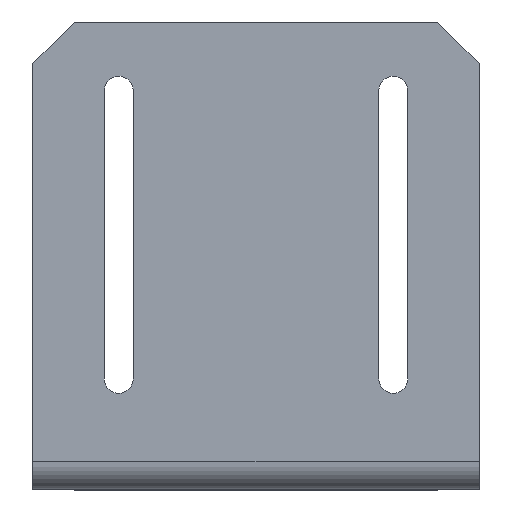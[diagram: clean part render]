
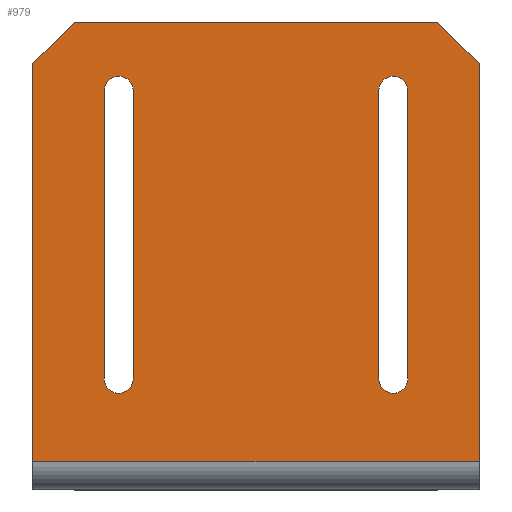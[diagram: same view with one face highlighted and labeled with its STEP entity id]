
A CAD part, top view. The second image highlights one B-rep face of the part: STEP entity #979.
In plain terms, the highlighted planar face has unit normal (0, 0, 1).
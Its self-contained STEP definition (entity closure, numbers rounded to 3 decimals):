
#5 = EDGE_CURVE ( 'NONE', #1008, #621, #520, .T. ) ;
#11 = CARTESIAN_POINT ( 'NONE',  ( -26.5, 68.073, 2. ) ) ;
#14 = DIRECTION ( 'NONE',  ( 0., 1., 0. ) ) ;
#25 = DIRECTION ( 'NONE',  ( 0., 0., -1. ) ) ;
#28 = DIRECTION ( 'NONE',  ( -0.707, 0.707, 0. ) ) ;
#42 = VERTEX_POINT ( 'NONE', #182 ) ;
#46 = VERTEX_POINT ( 'NONE', #1425 ) ;
#52 = AXIS2_PLACEMENT_3D ( 'NONE', #1229, #578, #1352 ) ;
#66 = VERTEX_POINT ( 'NONE', #567 ) ;
#87 = ORIENTED_EDGE ( 'NONE', *, *, #382, .T. ) ;
#106 = AXIS2_PLACEMENT_3D ( 'NONE', #1125, #452, #1237 ) ;
#114 = FACE_BOUND ( 'NONE', #1140, .T. ) ;
#130 = FACE_OUTER_BOUND ( 'NONE', #151, .T. ) ;
#150 = DIRECTION ( 'NONE',  ( 0.707, 0.707, 0. ) ) ;
#151 = EDGE_LOOP ( 'NONE', ( #563, #415, #1175, #585, #577, #1370 ) ) ;
#159 = CARTESIAN_POINT ( 'NONE',  ( 0., 2.073, 2. ) ) ;
#161 = CARTESIAN_POINT ( 'NONE',  ( 32.5, 62.073, 2. ) ) ;
#165 = CARTESIAN_POINT ( 'NONE',  ( -17.9, 2.073, 2. ) ) ;
#179 = VECTOR ( 'NONE', #545, 1000. ) ;
#181 = LINE ( 'NONE', #663, #179 ) ;
#182 = CARTESIAN_POINT ( 'NONE',  ( -17.9, 16.073, 2. ) ) ;
#195 = EDGE_CURVE ( 'NONE', #621, #1424, #181, .T. ) ;
#206 = FACE_BOUND ( 'NONE', #1235, .T. ) ;
#222 = ORIENTED_EDGE ( 'NONE', *, *, #1271, .F. ) ;
#232 = VERTEX_POINT ( 'NONE', #1436 ) ;
#245 = AXIS2_PLACEMENT_3D ( 'NONE', #1321, #665, #1429 ) ;
#251 = ORIENTED_EDGE ( 'NONE', *, *, #195, .F. ) ;
#254 = CARTESIAN_POINT ( 'NONE',  ( -22.1, 58.073, 2. ) ) ;
#271 = VERTEX_POINT ( 'NONE', #1213 ) ;
#285 = DIRECTION ( 'NONE',  ( 0., 1., 0. ) ) ;
#299 = DIRECTION ( 'NONE',  ( 0., -1., 0. ) ) ;
#303 = DIRECTION ( 'NONE',  ( -1., 0., 0. ) ) ;
#320 = DIRECTION ( 'NONE',  ( 0., 1., 0. ) ) ;
#374 = EDGE_CURVE ( 'NONE', #232, #46, #1468, .T. ) ;
#382 = EDGE_CURVE ( 'NONE', #603, #1157, #1480, .T. ) ;
#412 = EDGE_CURVE ( 'NONE', #603, #1195, #1395, .T. ) ;
#415 = ORIENTED_EDGE ( 'NONE', *, *, #522, .F. ) ;
#449 = EDGE_CURVE ( 'NONE', #42, #1195, #1351, .T. ) ;
#452 = DIRECTION ( 'NONE',  ( 0., 0., -1. ) ) ;
#467 = EDGE_CURVE ( 'NONE', #923, #595, #1269, .T. ) ;
#473 = CIRCLE ( 'NONE', #245, 2.1 ) ;
#486 = AXIS2_PLACEMENT_3D ( 'NONE', #159, #966, #285 ) ;
#491 = VECTOR ( 'NONE', #299, 1000. ) ;
#492 = EDGE_CURVE ( 'NONE', #595, #755, #1236, .T. ) ;
#513 = CARTESIAN_POINT ( 'NONE',  ( 32.5, 2.073, 2. ) ) ;
#520 = CIRCLE ( 'NONE', #1356, 2.1 ) ;
#522 = EDGE_CURVE ( 'NONE', #566, #271, #1185, .T. ) ;
#545 = DIRECTION ( 'NONE',  ( 0., -1., 0. ) ) ;
#563 = ORIENTED_EDGE ( 'NONE', *, *, #1138, .F. ) ;
#566 = VERTEX_POINT ( 'NONE', #161 ) ;
#567 = CARTESIAN_POINT ( 'NONE',  ( -32.5, 4., 2. ) ) ;
#577 = ORIENTED_EDGE ( 'NONE', *, *, #467, .F. ) ;
#578 = DIRECTION ( 'NONE',  ( 0., 0., 1. ) ) ;
#585 = ORIENTED_EDGE ( 'NONE', *, *, #492, .F. ) ;
#595 = VERTEX_POINT ( 'NONE', #11 ) ;
#603 = VERTEX_POINT ( 'NONE', #254 ) ;
#621 = VERTEX_POINT ( 'NONE', #1272 ) ;
#636 = CARTESIAN_POINT ( 'NONE',  ( 0., 68.073, 2. ) ) ;
#642 = CARTESIAN_POINT ( 'NONE',  ( -32.5, 62.073, 2. ) ) ;
#645 = DIRECTION ( 'NONE',  ( 0., -1., 0. ) ) ;
#663 = CARTESIAN_POINT ( 'NONE',  ( 17.9, 2.073, 2. ) ) ;
#665 = DIRECTION ( 'NONE',  ( 0., 0., 1. ) ) ;
#666 = EDGE_CURVE ( 'NONE', #566, #755, #840, .T. ) ;
#675 = CIRCLE ( 'NONE', #106, 2.1 ) ;
#707 = CIRCLE ( 'NONE', #52, 2.1 ) ;
#717 = CARTESIAN_POINT ( 'NONE',  ( -17.9, 58.073, 2. ) ) ;
#731 = DIRECTION ( 'NONE',  ( 0., 0., -1. ) ) ;
#740 = CARTESIAN_POINT ( 'NONE',  ( -20., 16.073, 2. ) ) ;
#741 = ORIENTED_EDGE ( 'NONE', *, *, #449, .T. ) ;
#743 = CARTESIAN_POINT ( 'NONE',  ( 46.25, 48.323, 2. ) ) ;
#753 = LINE ( 'NONE', #1457, #834 ) ;
#755 = VERTEX_POINT ( 'NONE', #818 ) ;
#768 = CARTESIAN_POINT ( 'NONE',  ( 22.1, 2.073, 2. ) ) ;
#784 = CARTESIAN_POINT ( 'NONE',  ( 17.9, 16.073, 2. ) ) ;
#789 = ORIENTED_EDGE ( 'NONE', *, *, #1126, .F. ) ;
#791 = VERTEX_POINT ( 'NONE', #717 ) ;
#800 = DIRECTION ( 'NONE',  ( 0., -1., 0. ) ) ;
#818 = CARTESIAN_POINT ( 'NONE',  ( 26.5, 68.073, 2. ) ) ;
#834 = VECTOR ( 'NONE', #800, 1000. ) ;
#840 = LINE ( 'NONE', #743, #913 ) ;
#844 = DIRECTION ( 'NONE',  ( 0., 1., 0. ) ) ;
#848 = CARTESIAN_POINT ( 'NONE',  ( -46.25, 48.323, 2. ) ) ;
#884 = CARTESIAN_POINT ( 'NONE',  ( -22.1, 16.073, 2. ) ) ;
#905 = ORIENTED_EDGE ( 'NONE', *, *, #1292, .T. ) ;
#913 = VECTOR ( 'NONE', #28, 1000. ) ;
#923 = VERTEX_POINT ( 'NONE', #642 ) ;
#936 = VECTOR ( 'NONE', #303, 1000. ) ;
#945 = CARTESIAN_POINT ( 'NONE',  ( -22.1, 2.073, 2. ) ) ;
#955 = LINE ( 'NONE', #985, #936 ) ;
#966 = DIRECTION ( 'NONE',  ( 0., 0., -1. ) ) ;
#979 = ADVANCED_FACE ( 'NONE', ( #130, #114, #206 ), #1295, .F. ) ;
#985 = CARTESIAN_POINT ( 'NONE',  ( 0., 4., 2. ) ) ;
#987 = DIRECTION ( 'NONE',  ( 0., 0., 1. ) ) ;
#1008 = VERTEX_POINT ( 'NONE', #1076 ) ;
#1027 = AXIS2_PLACEMENT_3D ( 'NONE', #740, #25, #844 ) ;
#1036 = ORIENTED_EDGE ( 'NONE', *, *, #5, .F. ) ;
#1045 = DIRECTION ( 'NONE',  ( 0., -1., 0. ) ) ;
#1048 = AXIS2_PLACEMENT_3D ( 'NONE', #1384, #731, #14 ) ;
#1065 = DIRECTION ( 'NONE',  ( 1., 0., 0. ) ) ;
#1075 = ORIENTED_EDGE ( 'NONE', *, *, #1121, .T. ) ;
#1076 = CARTESIAN_POINT ( 'NONE',  ( 20., 60.173, 2. ) ) ;
#1121 = EDGE_CURVE ( 'NONE', #791, #42, #1299, .T. ) ;
#1125 = CARTESIAN_POINT ( 'NONE',  ( -20., 58.073, 2. ) ) ;
#1126 = EDGE_CURVE ( 'NONE', #1424, #46, #473, .T. ) ;
#1138 = EDGE_CURVE ( 'NONE', #271, #66, #955, .T. ) ;
#1140 = EDGE_LOOP ( 'NONE', ( #741, #1163, #87, #905, #1075 ) ) ;
#1151 = VECTOR ( 'NONE', #645, 1000. ) ;
#1157 = VERTEX_POINT ( 'NONE', #1206 ) ;
#1163 = ORIENTED_EDGE ( 'NONE', *, *, #412, .F. ) ;
#1175 = ORIENTED_EDGE ( 'NONE', *, *, #666, .T. ) ;
#1185 = LINE ( 'NONE', #513, #1151 ) ;
#1195 = VERTEX_POINT ( 'NONE', #884 ) ;
#1199 = VECTOR ( 'NONE', #1065, 1000. ) ;
#1206 = CARTESIAN_POINT ( 'NONE',  ( -20., 60.173, 2. ) ) ;
#1213 = CARTESIAN_POINT ( 'NONE',  ( 32.5, 4., 2. ) ) ;
#1229 = CARTESIAN_POINT ( 'NONE',  ( 20., 58.073, 2. ) ) ;
#1235 = EDGE_LOOP ( 'NONE', ( #251, #1036, #222, #1278, #789 ) ) ;
#1236 = LINE ( 'NONE', #636, #1199 ) ;
#1237 = DIRECTION ( 'NONE',  ( 0., 1., 0. ) ) ;
#1245 = EDGE_CURVE ( 'NONE', #923, #66, #753, .T. ) ;
#1267 = VECTOR ( 'NONE', #150, 1000. ) ;
#1269 = LINE ( 'NONE', #848, #1267 ) ;
#1271 = EDGE_CURVE ( 'NONE', #232, #1008, #707, .T. ) ;
#1272 = CARTESIAN_POINT ( 'NONE',  ( 17.9, 58.073, 2. ) ) ;
#1278 = ORIENTED_EDGE ( 'NONE', *, *, #374, .T. ) ;
#1292 = EDGE_CURVE ( 'NONE', #1157, #791, #675, .T. ) ;
#1295 = PLANE ( 'NONE',  #486 ) ;
#1299 = LINE ( 'NONE', #165, #491 ) ;
#1315 = CARTESIAN_POINT ( 'NONE',  ( 20., 58.073, 2. ) ) ;
#1321 = CARTESIAN_POINT ( 'NONE',  ( 20., 16.073, 2. ) ) ;
#1351 = CIRCLE ( 'NONE', #1027, 2.1 ) ;
#1352 = DIRECTION ( 'NONE',  ( 0., 1., 0. ) ) ;
#1356 = AXIS2_PLACEMENT_3D ( 'NONE', #1315, #987, #320 ) ;
#1370 = ORIENTED_EDGE ( 'NONE', *, *, #1245, .T. ) ;
#1378 = VECTOR ( 'NONE', #1390, 1000. ) ;
#1384 = CARTESIAN_POINT ( 'NONE',  ( -20., 58.073, 2. ) ) ;
#1390 = DIRECTION ( 'NONE',  ( 0., -1., 0. ) ) ;
#1395 = LINE ( 'NONE', #945, #1378 ) ;
#1424 = VERTEX_POINT ( 'NONE', #784 ) ;
#1425 = CARTESIAN_POINT ( 'NONE',  ( 22.1, 16.073, 2. ) ) ;
#1429 = DIRECTION ( 'NONE',  ( 0., 1., 0. ) ) ;
#1436 = CARTESIAN_POINT ( 'NONE',  ( 22.1, 58.073, 2. ) ) ;
#1452 = VECTOR ( 'NONE', #1045, 1000. ) ;
#1457 = CARTESIAN_POINT ( 'NONE',  ( -32.5, 2.073, 2. ) ) ;
#1468 = LINE ( 'NONE', #768, #1452 ) ;
#1480 = CIRCLE ( 'NONE', #1048, 2.1 ) ;
